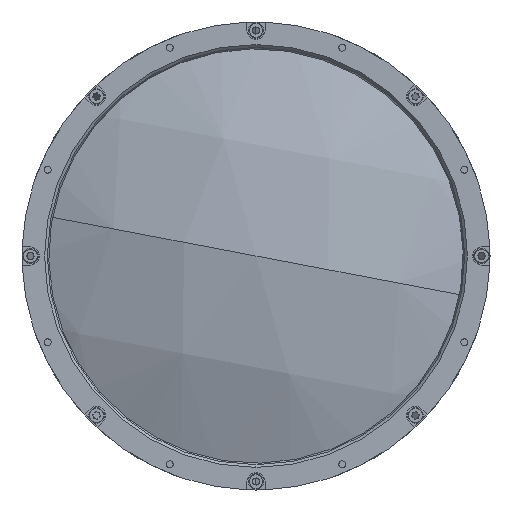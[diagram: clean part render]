
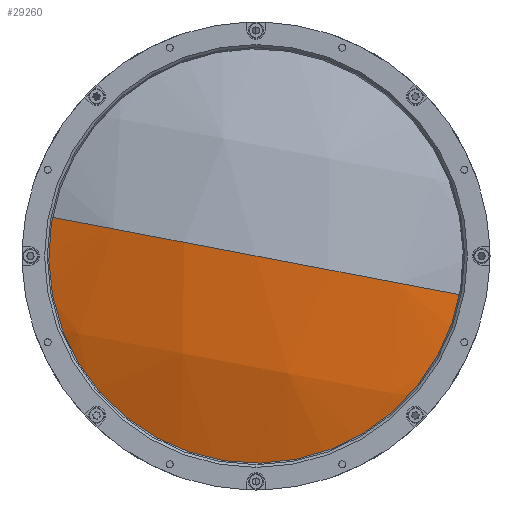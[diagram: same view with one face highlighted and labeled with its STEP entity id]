
A CAD part, left-side view. The second image highlights one B-rep face of the part: STEP entity #29260.
In plain terms, the highlighted spherical face has radius 192.8 mm.
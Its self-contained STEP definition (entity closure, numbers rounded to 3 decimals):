
#398 = CARTESIAN_POINT ( 'NONE',  ( 190.2, 0., 0. ) ) ;
#999 = VERTEX_POINT ( 'NONE', #3744 ) ;
#1497 = DIRECTION ( 'NONE',  ( 0., 0.187, -0.982 ) ) ;
#1698 = SPHERICAL_SURFACE ( 'NONE', #33773, 192.8 ) ;
#2292 = ORIENTED_EDGE ( 'NONE', *, *, #18571, .T. ) ;
#3000 = DIRECTION ( 'NONE',  ( 0., -0.982, -0.187 ) ) ;
#3744 = CARTESIAN_POINT ( 'NONE',  ( 13.011, -74.665, -14.182 ) ) ;
#5829 = DIRECTION ( 'NONE',  ( -1., 0., 0. ) ) ;
#6326 = AXIS2_PLACEMENT_3D ( 'NONE', #21525, #5829, #24138 ) ;
#7456 = EDGE_LOOP ( 'NONE', ( #2292, #21054, #20173 ) ) ;
#7544 = EDGE_CURVE ( 'NONE', #999, #31629, #23469, .T. ) ;
#10587 = CARTESIAN_POINT ( 'NONE',  ( -2.6, 0., 0. ) ) ;
#12709 = AXIS2_PLACEMENT_3D ( 'NONE', #398, #18685, #3000 ) ;
#17155 = CARTESIAN_POINT ( 'NONE',  ( 190.2, 0., 0. ) ) ;
#18156 = CIRCLE ( 'NONE', #12709, 192.8 ) ;
#18571 = EDGE_CURVE ( 'NONE', #32008, #999, #20853, .T. ) ;
#18685 = DIRECTION ( 'NONE',  ( 0., -0.187, 0.982 ) ) ;
#19790 = DIRECTION ( 'NONE',  ( 0., 0.982, 0.187 ) ) ;
#20173 = ORIENTED_EDGE ( 'NONE', *, *, #25174, .F. ) ;
#20853 = CIRCLE ( 'NONE', #6326, 76. ) ;
#21054 = ORIENTED_EDGE ( 'NONE', *, *, #7544, .T. ) ;
#21525 = CARTESIAN_POINT ( 'NONE',  ( 13.011, 0., 0. ) ) ;
#23469 = CIRCLE ( 'NONE', #25672, 192.8 ) ;
#24014 = CARTESIAN_POINT ( 'NONE',  ( 190.2, 0., 0. ) ) ;
#24138 = DIRECTION ( 'NONE',  ( 0., 0.187, -0.982 ) ) ;
#25174 = EDGE_CURVE ( 'NONE', #32008, #31629, #18156, .T. ) ;
#25672 = AXIS2_PLACEMENT_3D ( 'NONE', #17155, #1497, #19790 ) ;
#26646 = DIRECTION ( 'NONE',  ( 0., 0.982, 0.187 ) ) ;
#28702 = FACE_OUTER_BOUND ( 'NONE', #7456, .T. ) ;
#28850 = CARTESIAN_POINT ( 'NONE',  ( 13.011, 74.665, 14.182 ) ) ;
#29260 = ADVANCED_FACE ( 'NONE', ( #28702 ), #1698, .T. ) ;
#31457 = DIRECTION ( 'NONE',  ( 0., 0.187, -0.982 ) ) ;
#31629 = VERTEX_POINT ( 'NONE', #10587 ) ;
#32008 = VERTEX_POINT ( 'NONE', #28850 ) ;
#33773 = AXIS2_PLACEMENT_3D ( 'NONE', #24014, #31457, #26646 ) ;
